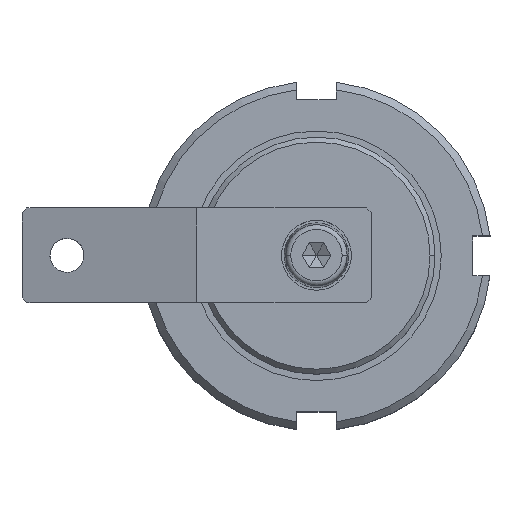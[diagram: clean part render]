
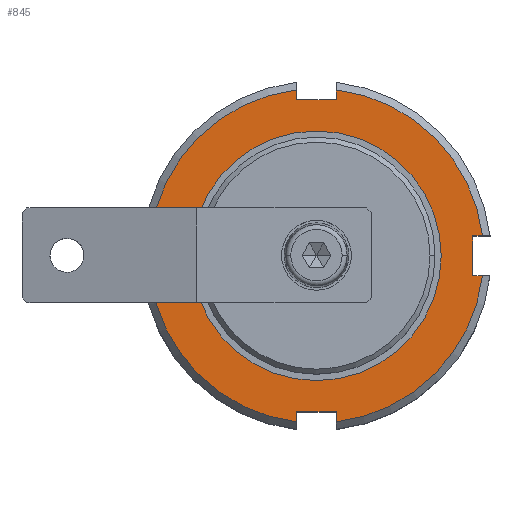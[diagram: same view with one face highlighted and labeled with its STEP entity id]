
A CAD part, top view. The second image highlights one B-rep face of the part: STEP entity #845.
In plain terms, the highlighted planar face has unit normal (0, 0, 1).
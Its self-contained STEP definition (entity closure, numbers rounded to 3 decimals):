
#53 = DIRECTION ( 'NONE',  ( 1., 0., 0. ) ) ;
#56 = DIRECTION ( 'NONE',  ( 0., 0., -1. ) ) ;
#57 = CARTESIAN_POINT ( 'NONE',  ( 0., 0., 11. ) ) ;
#356 = EDGE_CURVE ( 'NONE', #5785, #5716, #4488, .T. ) ;
#421 = DIRECTION ( 'NONE',  ( 1., 0., 0. ) ) ;
#422 = DIRECTION ( 'NONE',  ( 0., 0., 1. ) ) ;
#423 = CARTESIAN_POINT ( 'NONE',  ( 0., 0., 11. ) ) ;
#478 = DIRECTION ( 'NONE',  ( 1., 0., 0. ) ) ;
#479 = DIRECTION ( 'NONE',  ( 0., 0., 1. ) ) ;
#480 = CARTESIAN_POINT ( 'NONE',  ( 0., 0., 11. ) ) ;
#548 = AXIS2_PLACEMENT_3D ( 'NONE', #480, #479, #478 ) ;
#552 = AXIS2_PLACEMENT_3D ( 'NONE', #423, #422, #421 ) ;
#561 = AXIS2_PLACEMENT_3D ( 'NONE', #57, #56, #53 ) ;
#594 = AXIS2_PLACEMENT_3D ( 'NONE', #2010, #2011, #2012 ) ;
#599 = AXIS2_PLACEMENT_3D ( 'NONE', #2062, #2063, #2064 ) ;
#845 = ADVANCED_FACE ( 'NONE', ( #4341, #4337 ), #5265, .T. ) ;
#1334 = AXIS2_PLACEMENT_3D ( 'NONE', #6524, #6523, #6522 ) ;
#1408 = AXIS2_PLACEMENT_3D ( 'NONE', #5261, #5268, #5269 ) ;
#1550 = EDGE_CURVE ( 'NONE', #4944, #5733, #6302, .T. ) ;
#1560 = EDGE_CURVE ( 'NONE', #4952, #4954, #6293, .T. ) ;
#1832 = CARTESIAN_POINT ( 'NONE',  ( -33.26, -4., 11. ) ) ;
#1839 = CARTESIAN_POINT ( 'NONE',  ( -4., 33.26, 11. ) ) ;
#1841 = CARTESIAN_POINT ( 'NONE',  ( -33.26, 4., 11. ) ) ;
#1847 = CARTESIAN_POINT ( 'NONE',  ( 33.26, -4., 11. ) ) ;
#1875 = CARTESIAN_POINT ( 'NONE',  ( -4., 31.271, 11. ) ) ;
#1882 = DIRECTION ( 'NONE',  ( 0., -1., 0. ) ) ;
#1883 = CARTESIAN_POINT ( 'NONE',  ( -4., 31.271, 11. ) ) ;
#1884 = DIRECTION ( 'NONE',  ( 1., 0., 0. ) ) ;
#2000 = CARTESIAN_POINT ( 'NONE',  ( 4., -31.271, 11. ) ) ;
#2001 = DIRECTION ( 'NONE',  ( 0., 1., 0. ) ) ;
#2010 = CARTESIAN_POINT ( 'NONE',  ( 0., 0., 11. ) ) ;
#2011 = DIRECTION ( 'NONE',  ( 0., 0., 1. ) ) ;
#2012 = DIRECTION ( 'NONE',  ( 1., 0., 0. ) ) ;
#2013 = CARTESIAN_POINT ( 'NONE',  ( 4., -31.271, 11. ) ) ;
#2014 = DIRECTION ( 'NONE',  ( -1., 0., 0. ) ) ;
#2026 = DIRECTION ( 'NONE',  ( 0., 1., 0. ) ) ;
#2031 = CARTESIAN_POINT ( 'NONE',  ( 4., 31.271, 11. ) ) ;
#2035 = CARTESIAN_POINT ( 'NONE',  ( 31.271, 4., 11. ) ) ;
#2036 = DIRECTION ( 'NONE',  ( -1., 0., 0. ) ) ;
#2044 = CARTESIAN_POINT ( 'NONE',  ( 31.271, 4., 11. ) ) ;
#2045 = DIRECTION ( 'NONE',  ( 0., -1., 0. ) ) ;
#2046 = CARTESIAN_POINT ( 'NONE',  ( 31.271, -4., 11. ) ) ;
#2047 = DIRECTION ( 'NONE',  ( 1., 0., 0. ) ) ;
#2048 = CARTESIAN_POINT ( 'NONE',  ( -4., -31.271, 11. ) ) ;
#2049 = DIRECTION ( 'NONE',  ( 0., -1., 0. ) ) ;
#2052 = CARTESIAN_POINT ( 'NONE',  ( -31.271, 4., 11. ) ) ;
#2053 = DIRECTION ( 'NONE',  ( -1., 0., 0. ) ) ;
#2056 = CARTESIAN_POINT ( 'NONE',  ( -31.271, -4., 11. ) ) ;
#2057 = DIRECTION ( 'NONE',  ( 0., 1., 0. ) ) ;
#2058 = CARTESIAN_POINT ( 'NONE',  ( -31.271, -4., 11. ) ) ;
#2059 = DIRECTION ( 'NONE',  ( 1., 0., 0. ) ) ;
#2062 = CARTESIAN_POINT ( 'NONE',  ( 0., 0., 11. ) ) ;
#2063 = DIRECTION ( 'NONE',  ( 0., 0., -1. ) ) ;
#2064 = DIRECTION ( 'NONE',  ( 1., 0., 0. ) ) ;
#2066 = CARTESIAN_POINT ( 'NONE',  ( -4., 31.271, 11. ) ) ;
#2082 = CARTESIAN_POINT ( 'NONE',  ( 4., 31.271, 11. ) ) ;
#2133 = CARTESIAN_POINT ( 'NONE',  ( -4., -31.271, 11. ) ) ;
#2139 = CARTESIAN_POINT ( 'NONE',  ( 4., 33.26, 11. ) ) ;
#2150 = CARTESIAN_POINT ( 'NONE',  ( -31.271, -4., 11. ) ) ;
#2153 = CARTESIAN_POINT ( 'NONE',  ( 24.75, 0., 11. ) ) ;
#2156 = CARTESIAN_POINT ( 'NONE',  ( -4., -33.26, 11. ) ) ;
#2163 = CARTESIAN_POINT ( 'NONE',  ( -24.75, 0., 11. ) ) ;
#2199 = CARTESIAN_POINT ( 'NONE',  ( -31.271, 4., 11. ) ) ;
#2200 = CARTESIAN_POINT ( 'NONE',  ( 4., -33.26, 11. ) ) ;
#2203 = CARTESIAN_POINT ( 'NONE',  ( 31.271, -4., 11. ) ) ;
#2204 = CARTESIAN_POINT ( 'NONE',  ( 31.271, 4., 11. ) ) ;
#2206 = CARTESIAN_POINT ( 'NONE',  ( 4., -31.271, 11. ) ) ;
#2208 = CARTESIAN_POINT ( 'NONE',  ( 33.26, 4., 11. ) ) ;
#2343 = EDGE_CURVE ( 'NONE', #5730, #5740, #6262, .T. ) ;
#2350 = VECTOR ( 'NONE', #2047, 1000. ) ;
#2351 = LINE ( 'NONE', #2046, #2350 ) ;
#2353 = VECTOR ( 'NONE', #2045, 1000. ) ;
#2354 = VECTOR ( 'NONE', #2036, 1000. ) ;
#2356 = VECTOR ( 'NONE', #2026, 1000. ) ;
#2357 = LINE ( 'NONE', #2035, #2354 ) ;
#2358 = LINE ( 'NONE', #2044, #2353 ) ;
#2366 = VECTOR ( 'NONE', #2014, 1000. ) ;
#2368 = VECTOR ( 'NONE', #2001, 1000. ) ;
#2369 = LINE ( 'NONE', #2013, #2366 ) ;
#2370 = LINE ( 'NONE', #2000, #2368 ) ;
#2372 = CIRCLE ( 'NONE', #594, 33.5 ) ;
#2379 = LINE ( 'NONE', #2031, #2356 ) ;
#2434 = VECTOR ( 'NONE', #1884, 1000. ) ;
#2436 = VECTOR ( 'NONE', #1882, 1000. ) ;
#2437 = LINE ( 'NONE', #1883, #2434 ) ;
#2440 = LINE ( 'NONE', #1875, #2436 ) ;
#2673 = ORIENTED_EDGE ( 'NONE', *, *, #5417, .F. ) ;
#2751 = ORIENTED_EDGE ( 'NONE', *, *, #5404, .F. ) ;
#2752 = ORIENTED_EDGE ( 'NONE', *, *, #5402, .T. ) ;
#2768 = ORIENTED_EDGE ( 'NONE', *, *, #5403, .F. ) ;
#4337 = FACE_BOUND ( 'NONE', #4860, .T. ) ;
#4341 = FACE_OUTER_BOUND ( 'NONE', #4856, .T. ) ;
#4488 = CIRCLE ( 'NONE', #1334, 33.5 ) ;
#4788 = ORIENTED_EDGE ( 'NONE', *, *, #1550, .T. ) ;
#4789 = ORIENTED_EDGE ( 'NONE', *, *, #5422, .F. ) ;
#4790 = ORIENTED_EDGE ( 'NONE', *, *, #5421, .F. ) ;
#4795 = ORIENTED_EDGE ( 'NONE', *, *, #5412, .F. ) ;
#4796 = ORIENTED_EDGE ( 'NONE', *, *, #5415, .F. ) ;
#4797 = ORIENTED_EDGE ( 'NONE', *, *, #5416, .F. ) ;
#4799 = ORIENTED_EDGE ( 'NONE', *, *, #5355, .F. ) ;
#4800 = ORIENTED_EDGE ( 'NONE', *, *, #5411, .F. ) ;
#4801 = ORIENTED_EDGE ( 'NONE', *, *, #356, .T. ) ;
#4802 = ORIENTED_EDGE ( 'NONE', *, *, #5419, .F. ) ;
#4803 = ORIENTED_EDGE ( 'NONE', *, *, #1560, .T. ) ;
#4804 = ORIENTED_EDGE ( 'NONE', *, *, #5354, .F. ) ;
#4807 = ORIENTED_EDGE ( 'NONE', *, *, #5423, .T. ) ;
#4808 = ORIENTED_EDGE ( 'NONE', *, *, #2343, .T. ) ;
#4856 = EDGE_LOOP ( 'NONE', ( #2673, #2751, #2768, #2752, #4797, #4796, #4795, #4801, #4800, #4799, #4804, #4803, #4802, #4790, #4789, #4788 ) ) ;
#4860 = EDGE_LOOP ( 'NONE', ( #4808, #4807 ) ) ;
#4944 = VERTEX_POINT ( 'NONE', #1832 ) ;
#4952 = VERTEX_POINT ( 'NONE', #1839 ) ;
#4954 = VERTEX_POINT ( 'NONE', #1841 ) ;
#4960 = VERTEX_POINT ( 'NONE', #1847 ) ;
#5261 = CARTESIAN_POINT ( 'NONE',  ( 0., 0., 11. ) ) ;
#5265 = PLANE ( 'NONE',  #1408 ) ;
#5268 = DIRECTION ( 'NONE',  ( 0., 0., 1. ) ) ;
#5269 = DIRECTION ( 'NONE',  ( 1., 0., 0. ) ) ;
#5354 = EDGE_CURVE ( 'NONE', #4952, #5660, #2440, .T. ) ;
#5355 = EDGE_CURVE ( 'NONE', #5660, #5657, #2437, .T. ) ;
#5402 = EDGE_CURVE ( 'NONE', #5777, #4960, #2372, .T. ) ;
#5403 = EDGE_CURVE ( 'NONE', #5777, #5783, #2370, .T. ) ;
#5404 = EDGE_CURVE ( 'NONE', #5783, #5710, #2369, .T. ) ;
#5411 = EDGE_CURVE ( 'NONE', #5657, #5716, #2379, .T. ) ;
#5412 = EDGE_CURVE ( 'NONE', #5785, #5781, #2357, .T. ) ;
#5415 = EDGE_CURVE ( 'NONE', #5781, #5780, #2358, .T. ) ;
#5416 = EDGE_CURVE ( 'NONE', #5780, #4960, #2351, .T. ) ;
#5417 = EDGE_CURVE ( 'NONE', #5710, #5733, #6588, .T. ) ;
#5419 = EDGE_CURVE ( 'NONE', #5776, #4954, #6586, .T. ) ;
#5421 = EDGE_CURVE ( 'NONE', #5727, #5776, #6582, .T. ) ;
#5422 = EDGE_CURVE ( 'NONE', #4944, #5727, #6580, .T. ) ;
#5423 = EDGE_CURVE ( 'NONE', #5740, #5730, #6578, .T. ) ;
#5657 = VERTEX_POINT ( 'NONE', #2082 ) ;
#5660 = VERTEX_POINT ( 'NONE', #2066 ) ;
#5710 = VERTEX_POINT ( 'NONE', #2133 ) ;
#5716 = VERTEX_POINT ( 'NONE', #2139 ) ;
#5727 = VERTEX_POINT ( 'NONE', #2150 ) ;
#5730 = VERTEX_POINT ( 'NONE', #2153 ) ;
#5733 = VERTEX_POINT ( 'NONE', #2156 ) ;
#5740 = VERTEX_POINT ( 'NONE', #2163 ) ;
#5776 = VERTEX_POINT ( 'NONE', #2199 ) ;
#5777 = VERTEX_POINT ( 'NONE', #2200 ) ;
#5780 = VERTEX_POINT ( 'NONE', #2203 ) ;
#5781 = VERTEX_POINT ( 'NONE', #2204 ) ;
#5783 = VERTEX_POINT ( 'NONE', #2206 ) ;
#5785 = VERTEX_POINT ( 'NONE', #2208 ) ;
#6262 = CIRCLE ( 'NONE', #561, 24.75 ) ;
#6293 = CIRCLE ( 'NONE', #552, 33.5 ) ;
#6302 = CIRCLE ( 'NONE', #548, 33.5 ) ;
#6522 = DIRECTION ( 'NONE',  ( 1., 0., 0. ) ) ;
#6523 = DIRECTION ( 'NONE',  ( 0., 0., 1. ) ) ;
#6524 = CARTESIAN_POINT ( 'NONE',  ( 0., 0., 11. ) ) ;
#6577 = VECTOR ( 'NONE', #2059, 1000. ) ;
#6578 = CIRCLE ( 'NONE', #599, 24.75 ) ;
#6579 = VECTOR ( 'NONE', #2057, 1000. ) ;
#6580 = LINE ( 'NONE', #2058, #6577 ) ;
#6582 = LINE ( 'NONE', #2056, #6579 ) ;
#6583 = VECTOR ( 'NONE', #2053, 1000. ) ;
#6586 = LINE ( 'NONE', #2052, #6583 ) ;
#6587 = VECTOR ( 'NONE', #2049, 1000. ) ;
#6588 = LINE ( 'NONE', #2048, #6587 ) ;
